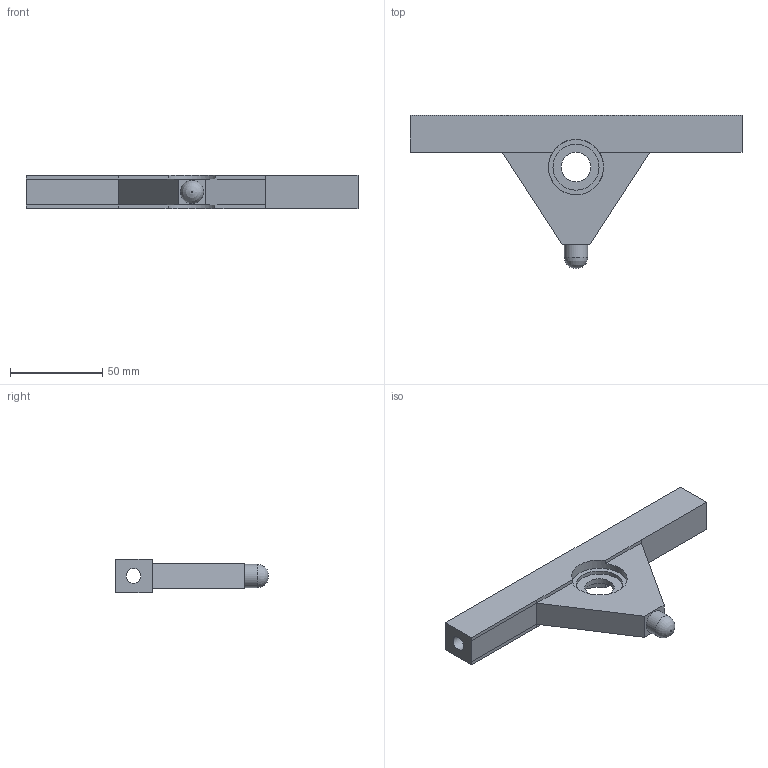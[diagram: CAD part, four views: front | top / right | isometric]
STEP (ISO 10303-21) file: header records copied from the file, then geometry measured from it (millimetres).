
FILE_DESCRIPTION(('FreeCAD Model'),'2;1');
FILE_NAME('test.step', '2015-12-09T23:57:58',('Author'),(''), 'Open CASCADE STEP processor 6.9','FreeCAD','Unknown');
FILE_SCHEMA(('AUTOMOTIVE_DESIGN { 1 0 10303 214 1 1 1 1 }'));
Length unit declared in the file: millimetre
Products named in the file (1): Pocket007
Bounding box: 180 x 83 x 18 mm (x, y, z)
Volume: 82366.3 mm3; surface area: 25471.8 mm2
Topology: 1 solids, 1 shells, 31 faces, 73 edges, 47 vertices
Faces by surface type: plane 23, cylinder 7, revolution 1
Full cylindrical faces by diameter (mm): 8 x1, 12.6 x1, 16 x1, 25 x2, 30 x2
Entity records: 1873 total; most frequent: CARTESIAN_POINT 368, DIRECTION 274, LINE 159, VECTOR 159, ORIENTED_EDGE 146, PCURVE 146, DEFINITIONAL_REPRESENTATION 146, EDGE_CURVE 73
